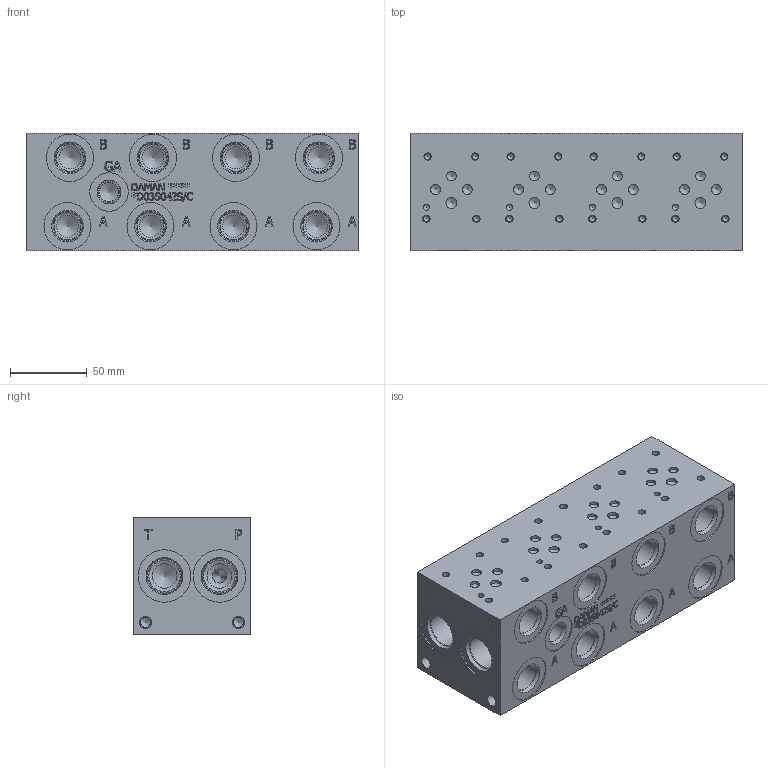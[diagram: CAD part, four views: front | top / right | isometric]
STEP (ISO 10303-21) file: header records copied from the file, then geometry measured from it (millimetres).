
FILE_DESCRIPTION(/* description */ (''),/* implementation_level */ '2;1');
FILE_NAME(/* name */ '_D03S042S_C.stp',/* time_stamp */ '2022-10-13T11:23:13-04:00',/* author */ ('bobbyh'),/* organization */ (''),/* preprocessor_version */ 'ST-DEVELOPER v18',/* originating_system */ 'Autodesk Inventor 2020',/* authorisation */ '');
FILE_SCHEMA (('AUTOMOTIVE_DESIGN { 1 0 10303 214 3 1 1 }'));
Length unit declared in the file: millimetre
Products named in the file (1): Part_AD03S042S_C_3D
Bounding box: 215.9 x 76.2 x 76.2 mm (x, y, z)
Volume: 1133546 mm3; surface area: 105782.8 mm2
Topology: 1 solids, 1 shells, 873 faces, 2384 edges, 1617 vertices
Faces by surface type: plane 435, bspline 204, cylinder 134, cone 100
Full cylindrical faces by diameter (mm): 3.785 x16, 3.962 x4, 4.826 x16, 6.35 x12, 6.528 x4, 7.137 x4, 7.925 x4, 12.294 x1, 12.9 x1, 14.275 x1, 14.3 x9, 14.529 x1, 15.875 x4, 15.9 x1, 17.501 x8, 19.05 x8, 19.253 x8, 20.447 x4, 20.62 x1, 22.225 x3, 22.23 x2, 22.54 x1, 22.555 x4, 23.901 x3, 25.019 x1, 30.16 x1, 30.632 x8, 34.138 x4
Entity records: 29180 total; most frequent: CARTESIAN_POINT 7473, ORIENTED_EDGE 4660, DIRECTION 3759, EDGE_CURVE 2330, VERTEX_POINT 1617, LINE 1425, VECTOR 1425, AXIS2_PLACEMENT_3D 1167
